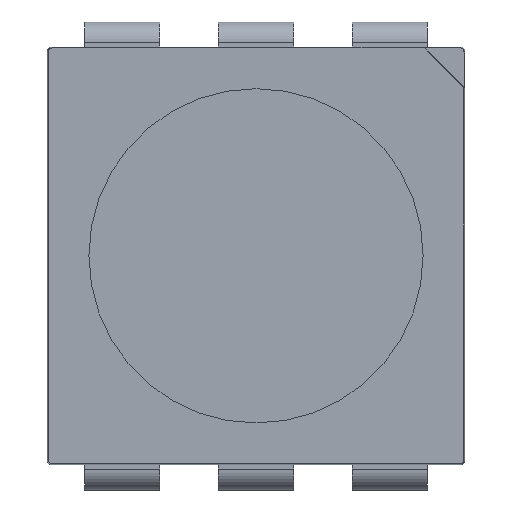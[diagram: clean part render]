
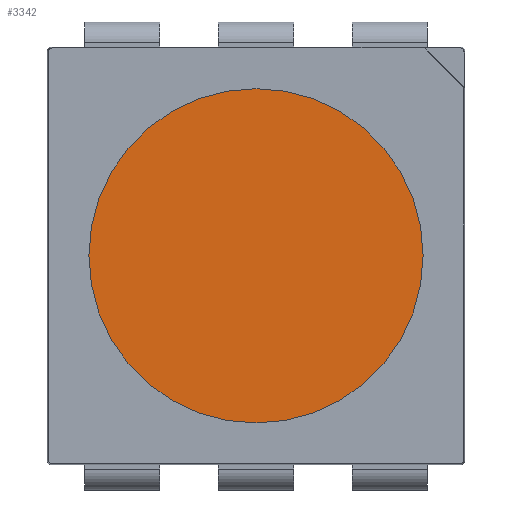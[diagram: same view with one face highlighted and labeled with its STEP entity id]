
A CAD part, top view. The second image highlights one B-rep face of the part: STEP entity #3342.
In plain terms, the highlighted planar face has unit normal (0, 0, 1).
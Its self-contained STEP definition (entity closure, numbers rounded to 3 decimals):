
#125 = CARTESIAN_POINT ( 'NONE',  ( -2., 0., 0. ) ) ;
#197 = PLANE ( 'NONE',  #308 ) ;
#308 = AXIS2_PLACEMENT_3D ( 'NONE', #2866, #5885, #8952 ) ;
#330 = CARTESIAN_POINT ( 'NONE',  ( 2., 0., 0. ) ) ;
#1464 = DIRECTION ( 'NONE',  ( 0., 0., 1. ) ) ;
#2121 = EDGE_CURVE ( 'NONE', #8856, #3842, #4969, .T. ) ;
#2793 = DIRECTION ( 'NONE',  ( 0., 0., 1. ) ) ;
#2849 = EDGE_CURVE ( 'NONE', #3842, #8856, #9548, .T. ) ;
#2866 = CARTESIAN_POINT ( 'NONE',  ( 0., 0., 0. ) ) ;
#3342 = ADVANCED_FACE ( 'NONE', ( #7059 ), #197, .T. ) ;
#3842 = VERTEX_POINT ( 'NONE', #125 ) ;
#4513 = DIRECTION ( 'NONE',  ( 1., 0., 0. ) ) ;
#4969 = CIRCLE ( 'NONE', #8809, 2. ) ;
#5222 = AXIS2_PLACEMENT_3D ( 'NONE', #9631, #2793, #5813 ) ;
#5674 = EDGE_LOOP ( 'NONE', ( #7404, #7976 ) ) ;
#5813 = DIRECTION ( 'NONE',  ( 1., 0., 0. ) ) ;
#5885 = DIRECTION ( 'NONE',  ( 0., 0., 1. ) ) ;
#7059 = FACE_OUTER_BOUND ( 'NONE', #5674, .T. ) ;
#7404 = ORIENTED_EDGE ( 'NONE', *, *, #2849, .T. ) ;
#7976 = ORIENTED_EDGE ( 'NONE', *, *, #2121, .T. ) ;
#8304 = CARTESIAN_POINT ( 'NONE',  ( 0., 0., 0. ) ) ;
#8809 = AXIS2_PLACEMENT_3D ( 'NONE', #8304, #1464, #4513 ) ;
#8856 = VERTEX_POINT ( 'NONE', #330 ) ;
#8952 = DIRECTION ( 'NONE',  ( 1., 0., 0. ) ) ;
#9548 = CIRCLE ( 'NONE', #5222, 2. ) ;
#9631 = CARTESIAN_POINT ( 'NONE',  ( 0., 0., 0. ) ) ;
